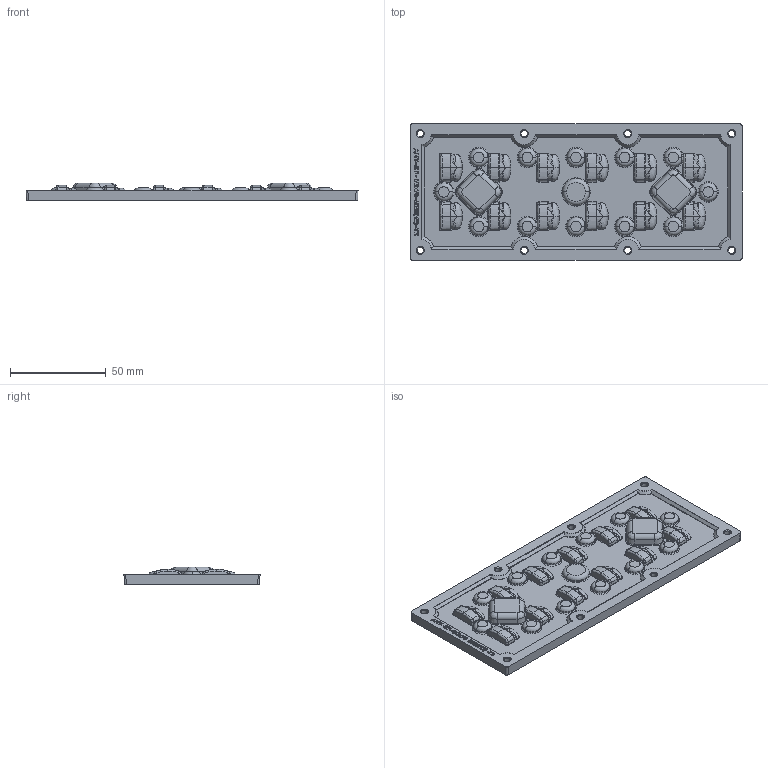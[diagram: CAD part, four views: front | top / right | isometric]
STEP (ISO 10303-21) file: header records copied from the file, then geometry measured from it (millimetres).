
FILE_DESCRIPTION (( 'STEP AP214' ), '1' );
FILE_NAME ('AMT-ST-173x70-5050(12)-T3_襟.STEP', '2024-04-27T06:37:01', ( '' ), ( '' ), 'SwSTEP 2.0', 'SolidWorks 2019', '' );
FILE_SCHEMA (( 'AUTOMOTIVE_DESIGN' ));
Products named in the file (1): AMT-ST-173x70-5050(12)-T3_襟
Bounding box: 173.4 x 71.1 x 9.32 mm (x, y, z)
Volume: 37194.7 mm3; surface area: 33663.3 mm2
Topology: 1 solids, 1 shells, 2808 faces, 6764 edges, 3993 vertices
Faces by surface type: bspline 1505, cylinder 430, plane 338, torus 322, cone 185, sphere 28
Entity records: 628660 total; most frequent: CARTESIAN_POINT 575522, ORIENTED_EDGE 13384, DIRECTION 7781, EDGE_CURVE 6692, VERTEX_POINT 3993, AXIS2_PLACEMENT_3D 3279, B_SPLINE_CURVE_WITH_KNOTS 3118, EDGE_LOOP 2931
